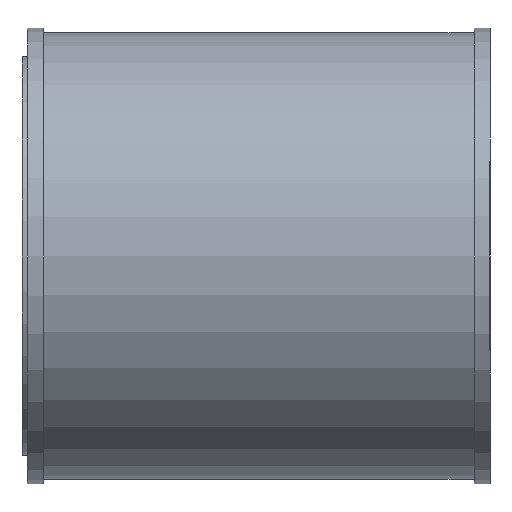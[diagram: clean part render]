
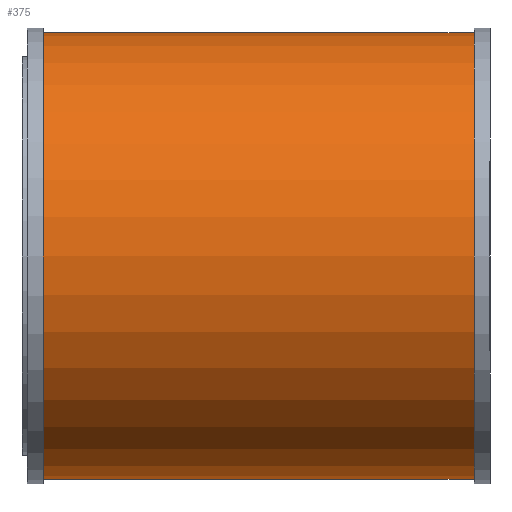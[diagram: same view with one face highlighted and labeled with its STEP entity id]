
A CAD part, left-side view. The second image highlights one B-rep face of the part: STEP entity #375.
In plain terms, the highlighted cylindrical face has radius 42 mm (diameter 84 mm), a partial arc.
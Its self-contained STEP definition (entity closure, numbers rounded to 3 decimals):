
#67 = EDGE_CURVE ( 'NONE', #822, #631, #690, .T. ) ;
#113 = EDGE_CURVE ( 'NONE', #715, #822, #1040, .T. ) ;
#125 = DIRECTION ( 'NONE',  ( 0., -1., 0. ) ) ;
#137 = ORIENTED_EDGE ( 'NONE', *, *, #481, .F. ) ;
#205 = ORIENTED_EDGE ( 'NONE', *, *, #67, .T. ) ;
#237 = FACE_OUTER_BOUND ( 'NONE', #646, .T. ) ;
#283 = VECTOR ( 'NONE', #125, 1000. ) ;
#295 = DIRECTION ( 'NONE',  ( 0., -1., 0. ) ) ;
#310 = VECTOR ( 'NONE', #1190, 1000. ) ;
#317 = CARTESIAN_POINT ( 'NONE',  ( 0., 0., -42. ) ) ;
#375 = ADVANCED_FACE ( 'NONE', ( #237 ), #1700, .T. ) ;
#390 = EDGE_CURVE ( 'NONE', #846, #631, #467, .T. ) ;
#412 = DIRECTION ( 'NONE',  ( 0., -1., 0. ) ) ;
#417 = CARTESIAN_POINT ( 'NONE',  ( 0., 0., 0. ) ) ;
#444 = ORIENTED_EDGE ( 'NONE', *, *, #390, .F. ) ;
#467 = CIRCLE ( 'NONE', #1608, 42. ) ;
#481 = EDGE_CURVE ( 'NONE', #715, #846, #1801, .T. ) ;
#529 = AXIS2_PLACEMENT_3D ( 'NONE', #792, #1096, #1490 ) ;
#547 = DIRECTION ( 'NONE',  ( 0., 0., -1. ) ) ;
#614 = AXIS2_PLACEMENT_3D ( 'NONE', #417, #412, #547 ) ;
#631 = VERTEX_POINT ( 'NONE', #711 ) ;
#646 = EDGE_LOOP ( 'NONE', ( #137, #955, #205, #444 ) ) ;
#690 = LINE ( 'NONE', #317, #310 ) ;
#698 = CARTESIAN_POINT ( 'NONE',  ( 0., 3., 42. ) ) ;
#711 = CARTESIAN_POINT ( 'NONE',  ( 0., 3., -42. ) ) ;
#715 = VERTEX_POINT ( 'NONE', #1356 ) ;
#792 = CARTESIAN_POINT ( 'NONE',  ( 0., 84., 0. ) ) ;
#822 = VERTEX_POINT ( 'NONE', #1690 ) ;
#846 = VERTEX_POINT ( 'NONE', #698 ) ;
#955 = ORIENTED_EDGE ( 'NONE', *, *, #113, .T. ) ;
#1040 = CIRCLE ( 'NONE', #529, 42. ) ;
#1096 = DIRECTION ( 'NONE',  ( 0., -1., 0. ) ) ;
#1190 = DIRECTION ( 'NONE',  ( 0., -1., 0. ) ) ;
#1356 = CARTESIAN_POINT ( 'NONE',  ( 0., 84., 42. ) ) ;
#1418 = CARTESIAN_POINT ( 'NONE',  ( 0., 3., 0. ) ) ;
#1490 = DIRECTION ( 'NONE',  ( 0., 0., -1. ) ) ;
#1586 = DIRECTION ( 'NONE',  ( 0., 0., -1. ) ) ;
#1608 = AXIS2_PLACEMENT_3D ( 'NONE', #1418, #295, #1586 ) ;
#1690 = CARTESIAN_POINT ( 'NONE',  ( 0., 84., -42. ) ) ;
#1700 = CYLINDRICAL_SURFACE ( 'NONE', #614, 42. ) ;
#1801 = LINE ( 'NONE', #1860, #283 ) ;
#1860 = CARTESIAN_POINT ( 'NONE',  ( 0., 0., 42. ) ) ;
